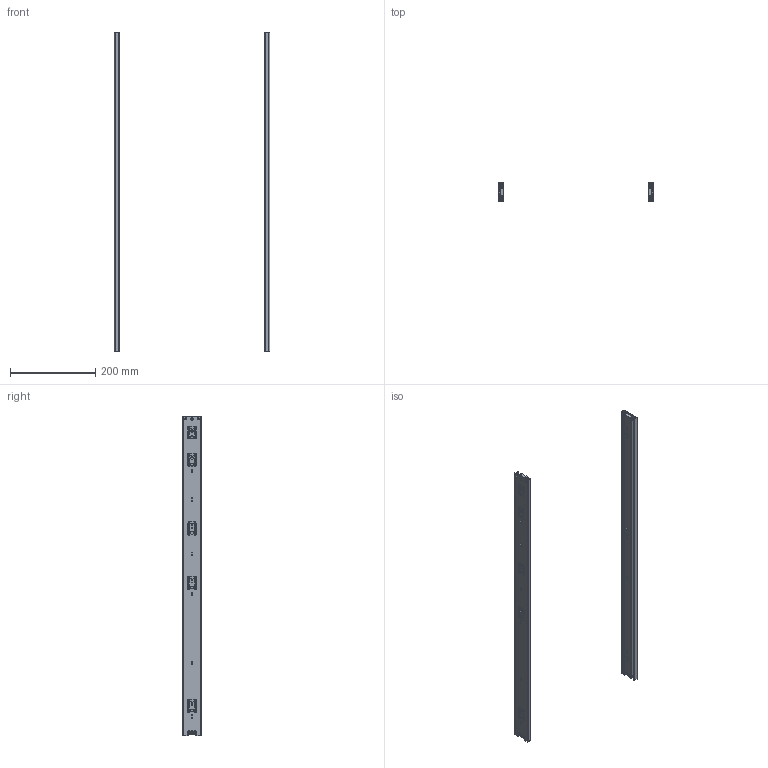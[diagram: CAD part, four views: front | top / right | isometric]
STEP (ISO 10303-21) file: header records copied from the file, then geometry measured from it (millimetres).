
FILE_DESCRIPTION(/* description */ (''),/* implementation_level */ '2;1');
FILE_NAME(/* name */ 'PK-PRO-H45-750.stp',/* time_stamp */ '2022-02-08T11:38:44+01:00',/* author */ ('tomaszw'),/* organization */ (''),/* preprocessor_version */ 'ST-DEVELOPER v18.1',/* originating_system */ 'Autodesk Inventor 2021',/* authorisation */ '');
FILE_SCHEMA (('AUTOMOTIVE_DESIGN { 1 0 10303 214 3 1 1 }'));
Length unit declared in the file: millimetre
Products named in the file (5): PK-PRO-H45-750; Blokada_4; PK-PRO-H45_1-750; PK-PRO-H45_2-650; PK-PRO-H45_3-750
Assembly tree (8 placements, depth 2):
  PK-PRO-H45-750
    Blokada_4  x2
    PK-PRO-H45_1-750  x2
    PK-PRO-H45_2-650  x2
    PK-PRO-H45_3-750  x2
Bounding box: 364 x 44.5 x 750 mm (x, y, z)
Volume: 287992 mm3; surface area: 468620 mm2
Topology: 8 solids, 8 shells, 558 faces, 1618 edges, 1076 vertices
Faces by surface type: cylinder 286, plane 268, cone 4
Full cylindrical faces by diameter (mm): 4.5 x6, 5 x2, 5.2 x2, 6 x8, 7 x6
Entity records: 10021 total; most frequent: CARTESIAN_POINT 1743, DIRECTION 1669, ORIENTED_EDGE 1618, EDGE_CURVE 809, AXIS2_PLACEMENT_3D 576, VERTEX_POINT 538, LINE 517, VECTOR 517
